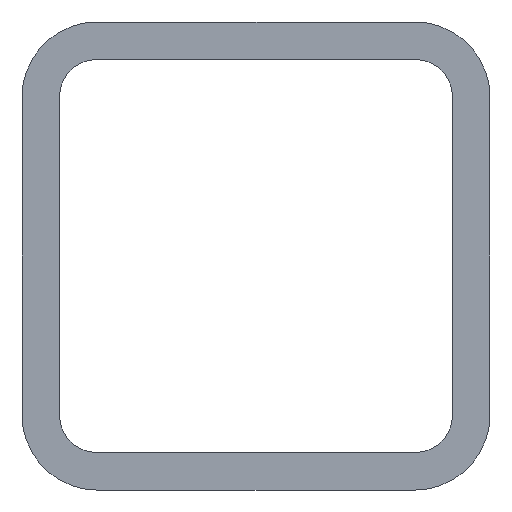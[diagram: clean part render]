
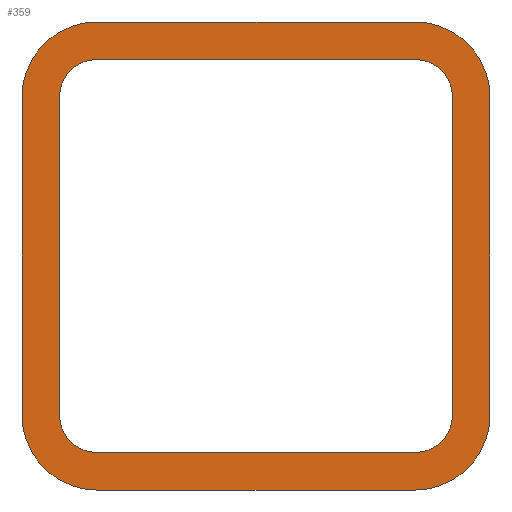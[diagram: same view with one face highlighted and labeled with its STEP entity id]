
A CAD part, front view. The second image highlights one B-rep face of the part: STEP entity #359.
In plain terms, the highlighted face is planar.
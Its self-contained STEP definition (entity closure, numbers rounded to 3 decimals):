
#29=FACE_BOUND('',#90,.T.);
#32=CIRCLE('',#469,4.);
#34=CIRCLE('',#473,4.);
#36=CIRCLE('',#477,8.);
#38=CIRCLE('',#481,8.);
#40=CIRCLE('',#485,4.);
#42=CIRCLE('',#489,4.);
#44=CIRCLE('',#493,8.);
#46=CIRCLE('',#497,8.);
#71=FACE_OUTER_BOUND('',#89,.T.);
#89=EDGE_LOOP('',(#301,#302,#303,#304,#305,#306,#307,#308));
#90=EDGE_LOOP('',(#309,#310,#311,#312,#313,#314,#315,#316));
#95=LINE('',#636,#127);
#100=LINE('',#649,#132);
#104=LINE('',#663,#136);
#109=LINE('',#676,#141);
#113=LINE('',#688,#145);
#116=LINE('',#699,#148);
#120=LINE('',#709,#152);
#124=LINE('',#721,#156);
#127=VECTOR('',#518,10.);
#132=VECTOR('',#531,10.);
#136=VECTOR('',#543,10.);
#141=VECTOR('',#556,10.);
#145=VECTOR('',#568,10.);
#148=VECTOR('',#579,10.);
#152=VECTOR('',#591,10.);
#156=VECTOR('',#603,10.);
#159=VERTEX_POINT('',#633);
#160=VERTEX_POINT('',#635);
#162=VERTEX_POINT('',#641);
#164=VERTEX_POINT('',#647);
#166=VERTEX_POINT('',#653);
#169=VERTEX_POINT('',#660);
#170=VERTEX_POINT('',#662);
#172=VERTEX_POINT('',#668);
#174=VERTEX_POINT('',#674);
#176=VERTEX_POINT('',#680);
#178=VERTEX_POINT('',#686);
#180=VERTEX_POINT('',#692);
#182=VERTEX_POINT('',#698);
#184=VERTEX_POINT('',#707);
#186=VERTEX_POINT('',#713);
#188=VERTEX_POINT('',#719);
#191=EDGE_CURVE('',#160,#159,#95,.T.);
#195=EDGE_CURVE('',#159,#162,#32,.T.);
#198=EDGE_CURVE('',#162,#164,#100,.T.);
#201=EDGE_CURVE('',#164,#166,#34,.T.);
#204=EDGE_CURVE('',#170,#169,#104,.T.);
#208=EDGE_CURVE('',#169,#172,#36,.T.);
#211=EDGE_CURVE('',#172,#174,#109,.T.);
#214=EDGE_CURVE('',#174,#176,#38,.T.);
#217=EDGE_CURVE('',#166,#178,#113,.T.);
#219=EDGE_CURVE('',#180,#160,#40,.T.);
#222=EDGE_CURVE('',#182,#180,#116,.T.);
#225=EDGE_CURVE('',#178,#182,#42,.T.);
#228=EDGE_CURVE('',#176,#184,#120,.T.);
#231=EDGE_CURVE('',#184,#186,#44,.T.);
#234=EDGE_CURVE('',#186,#188,#124,.T.);
#236=EDGE_CURVE('',#188,#170,#46,.T.);
#301=ORIENTED_EDGE('',*,*,#228,.T.);
#302=ORIENTED_EDGE('',*,*,#231,.T.);
#303=ORIENTED_EDGE('',*,*,#234,.T.);
#304=ORIENTED_EDGE('',*,*,#236,.T.);
#305=ORIENTED_EDGE('',*,*,#204,.T.);
#306=ORIENTED_EDGE('',*,*,#208,.T.);
#307=ORIENTED_EDGE('',*,*,#211,.T.);
#308=ORIENTED_EDGE('',*,*,#214,.T.);
#309=ORIENTED_EDGE('',*,*,#217,.T.);
#310=ORIENTED_EDGE('',*,*,#225,.T.);
#311=ORIENTED_EDGE('',*,*,#222,.T.);
#312=ORIENTED_EDGE('',*,*,#219,.T.);
#313=ORIENTED_EDGE('',*,*,#191,.T.);
#314=ORIENTED_EDGE('',*,*,#195,.T.);
#315=ORIENTED_EDGE('',*,*,#198,.T.);
#316=ORIENTED_EDGE('',*,*,#201,.T.);
#341=PLANE('',#498);
#359=ADVANCED_FACE('',(#71,#29),#341,.F.);
#469=AXIS2_PLACEMENT_3D('',#643,#525,#526);
#473=AXIS2_PLACEMENT_3D('',#655,#537,#538);
#477=AXIS2_PLACEMENT_3D('',#670,#550,#551);
#481=AXIS2_PLACEMENT_3D('',#682,#562,#563);
#485=AXIS2_PLACEMENT_3D('',#693,#573,#574);
#489=AXIS2_PLACEMENT_3D('',#703,#585,#586);
#493=AXIS2_PLACEMENT_3D('',#715,#597,#598);
#497=AXIS2_PLACEMENT_3D('',#724,#608,#609);
#498=AXIS2_PLACEMENT_3D('',#725,#610,#611);
#518=DIRECTION('',(1.,0.,0.));
#525=DIRECTION('center_axis',(0.,0.,1.));
#526=DIRECTION('ref_axis',(0.,1.,0.));
#531=DIRECTION('',(0.,1.,0.));
#537=DIRECTION('center_axis',(0.,0.,1.));
#538=DIRECTION('ref_axis',(-1.,0.,0.));
#543=DIRECTION('',(0.,-1.,0.));
#550=DIRECTION('center_axis',(0.,0.,-1.));
#551=DIRECTION('ref_axis',(0.,1.,0.));
#556=DIRECTION('',(-1.,0.,0.));
#562=DIRECTION('center_axis',(0.,0.,-1.));
#563=DIRECTION('ref_axis',(1.,0.,0.));
#568=DIRECTION('',(-1.,0.,0.));
#573=DIRECTION('center_axis',(0.,0.,1.));
#574=DIRECTION('ref_axis',(1.,0.,0.));
#579=DIRECTION('',(0.,-1.,0.));
#585=DIRECTION('center_axis',(0.,0.,1.));
#586=DIRECTION('ref_axis',(0.,-1.,0.));
#591=DIRECTION('',(0.,1.,0.));
#597=DIRECTION('center_axis',(0.,0.,-1.));
#598=DIRECTION('ref_axis',(0.,-1.,0.));
#603=DIRECTION('',(1.,0.,0.));
#608=DIRECTION('center_axis',(0.,0.,-1.));
#609=DIRECTION('ref_axis',(-1.,0.,0.));
#610=DIRECTION('center_axis',(0.,0.,1.));
#611=DIRECTION('ref_axis',(1.,0.,0.));
#633=CARTESIAN_POINT('',(17.,-21.,0.));
#635=CARTESIAN_POINT('',(-17.,-21.,0.));
#636=CARTESIAN_POINT('',(8.5,-21.,0.));
#641=CARTESIAN_POINT('',(21.,-17.,0.));
#643=CARTESIAN_POINT('Origin',(17.,-17.,0.));
#647=CARTESIAN_POINT('',(21.,17.,0.));
#649=CARTESIAN_POINT('',(21.,8.5,0.));
#653=CARTESIAN_POINT('',(17.,21.,0.));
#655=CARTESIAN_POINT('Origin',(17.,17.,0.));
#660=CARTESIAN_POINT('',(25.,-17.,0.));
#662=CARTESIAN_POINT('',(25.,17.,0.));
#663=CARTESIAN_POINT('',(25.,8.5,0.));
#668=CARTESIAN_POINT('',(17.,-25.,0.));
#670=CARTESIAN_POINT('Origin',(17.,-17.,0.));
#674=CARTESIAN_POINT('',(-17.,-25.,0.));
#676=CARTESIAN_POINT('',(8.5,-25.,0.));
#680=CARTESIAN_POINT('',(-25.,-17.,0.));
#682=CARTESIAN_POINT('Origin',(-17.,-17.,0.));
#686=CARTESIAN_POINT('',(-17.,21.,0.));
#688=CARTESIAN_POINT('',(-8.5,21.,0.));
#692=CARTESIAN_POINT('',(-21.,-17.,0.));
#693=CARTESIAN_POINT('Origin',(-17.,-17.,0.));
#698=CARTESIAN_POINT('',(-21.,17.,0.));
#699=CARTESIAN_POINT('',(-21.,-8.5,0.));
#703=CARTESIAN_POINT('Origin',(-17.,17.,0.));
#707=CARTESIAN_POINT('',(-25.,17.,0.));
#709=CARTESIAN_POINT('',(-25.,-8.5,0.));
#713=CARTESIAN_POINT('',(-17.,25.,0.));
#715=CARTESIAN_POINT('Origin',(-17.,17.,0.));
#719=CARTESIAN_POINT('',(17.,25.,0.));
#721=CARTESIAN_POINT('',(-8.5,25.,0.));
#724=CARTESIAN_POINT('Origin',(17.,17.,0.));
#725=CARTESIAN_POINT('Origin',(0.,0.,0.));
